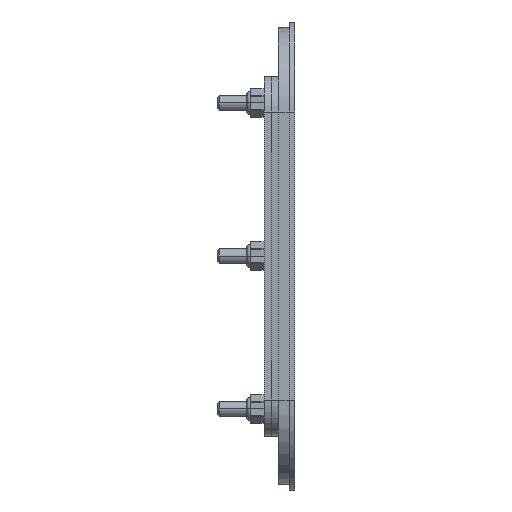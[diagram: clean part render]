
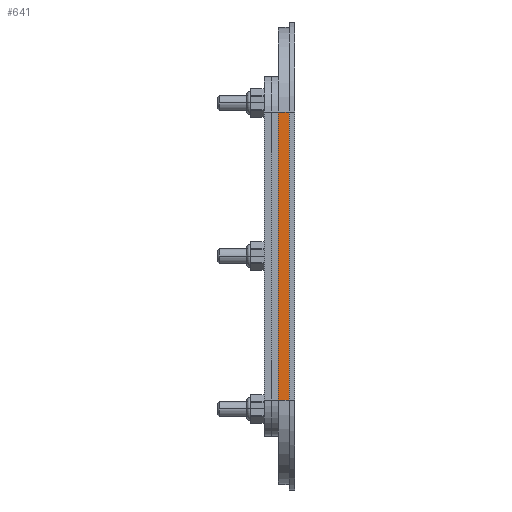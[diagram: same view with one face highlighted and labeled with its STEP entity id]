
A CAD part, left-side view. The second image highlights one B-rep face of the part: STEP entity #641.
In plain terms, the highlighted planar face has unit normal (-1, 0, 0).
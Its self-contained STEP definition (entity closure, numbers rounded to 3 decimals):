
#641=ADVANCED_FACE('',(#1776),#1777,.F.);
#1776=FACE_OUTER_BOUND('',#4390,.T.);
#1777=PLANE('',#4391);
#4390=EDGE_LOOP('',(#7924,#7925,#7926,#7927));
#4391=AXIS2_PLACEMENT_3D('',#7928,#7929,#7930);
#7924=ORIENTED_EDGE('',*,*,#11427,.F.);
#7925=ORIENTED_EDGE('',*,*,#11428,.T.);
#7926=ORIENTED_EDGE('',*,*,#11429,.T.);
#7927=ORIENTED_EDGE('',*,*,#11384,.F.);
#7928=CARTESIAN_POINT('',(-271.0,1.5,0.));
#7929=DIRECTION('',(1.0,0.0,0.0));
#7930=DIRECTION('',(0.0,1.0,0.0));
#11384=EDGE_CURVE('',#13612,#13614,#13615,.T.);
#11427=EDGE_CURVE('',#13692,#13612,#13694,.T.);
#11428=EDGE_CURVE('',#13692,#13695,#13696,.T.);
#11429=EDGE_CURVE('',#13695,#13614,#13697,.T.);
#13612=VERTEX_POINT('',#16762);
#13614=VERTEX_POINT('',#16764);
#13615=LINE('',#16765,#16766);
#13692=VERTEX_POINT('',#16857);
#13694=LINE('',#16859,#16860);
#13695=VERTEX_POINT('',#16861);
#13696=LINE('',#16862,#16863);
#13697=LINE('',#16864,#16865);
#16762=CARTESIAN_POINT('',(-271.0,0.0,40.0));
#16764=CARTESIAN_POINT('',(-271.0,0.0,-40.0));
#16765=CARTESIAN_POINT('',(-271.0,0.0,40.0));
#16766=VECTOR('',#20366,80.0);
#16857=CARTESIAN_POINT('',(-271.0,3.0,40.0));
#16859=CARTESIAN_POINT('',(-271.0,3.0,40.0));
#16860=VECTOR('',#20465,3.0);
#16861=CARTESIAN_POINT('',(-271.0,3.0,-40.0));
#16862=CARTESIAN_POINT('',(-271.0,3.0,40.0));
#16863=VECTOR('',#20466,80.0);
#16864=CARTESIAN_POINT('',(-271.0,3.0,-40.0));
#16865=VECTOR('',#20467,3.0);
#20366=DIRECTION('',(0.0,0.0,-1.0));
#20465=DIRECTION('',(0.0,-1.0,0.));
#20466=DIRECTION('',(0.0,0.0,-1.0));
#20467=DIRECTION('',(0.0,-1.0,0.));
